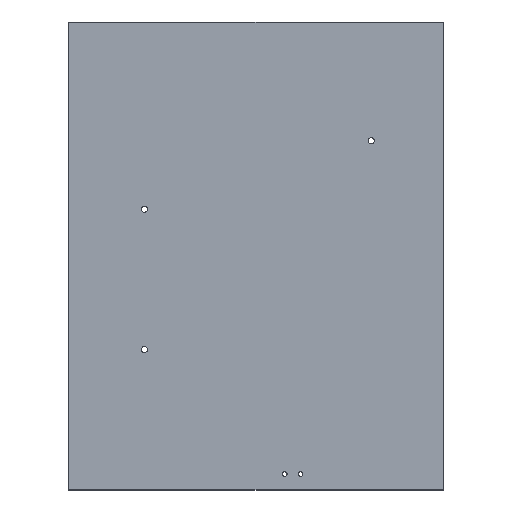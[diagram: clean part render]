
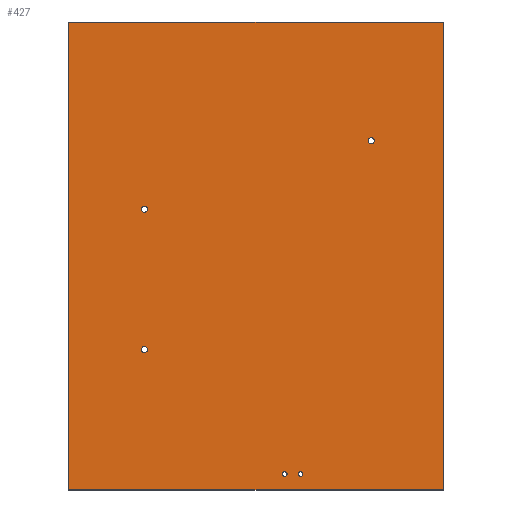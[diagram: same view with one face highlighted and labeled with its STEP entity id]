
A CAD part, top view. The second image highlights one B-rep face of the part: STEP entity #427.
In plain terms, the highlighted planar face has unit normal (0, 0, 1).
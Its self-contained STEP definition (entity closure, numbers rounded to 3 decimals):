
#7 = AXIS2_PLACEMENT_3D ( 'NONE', #447, #73, #215 ) ;
#11 = CARTESIAN_POINT ( 'NONE',  ( 420., 485., 6. ) ) ;
#14 = DIRECTION ( 'NONE',  ( 0., 0., 1. ) ) ;
#15 = CARTESIAN_POINT ( 'NONE',  ( 325.25, 22., 6. ) ) ;
#18 = CIRCLE ( 'NONE', #129, 4.25 ) ;
#23 = DIRECTION ( 'NONE',  ( 0., 0., -1. ) ) ;
#24 = EDGE_CURVE ( 'NONE', #585, #524, #360, .T. ) ;
#33 = AXIS2_PLACEMENT_3D ( 'NONE', #227, #594, #273 ) ;
#38 = CARTESIAN_POINT ( 'NONE',  ( 105., 390., 6. ) ) ;
#47 = DIRECTION ( 'NONE',  ( 0., 0., 1. ) ) ;
#50 = EDGE_LOOP ( 'NONE', ( #538, #310 ) ) ;
#54 = DIRECTION ( 'NONE',  ( -1., 0., 0. ) ) ;
#63 = AXIS2_PLACEMENT_3D ( 'NONE', #356, #23, #172 ) ;
#67 = DIRECTION ( 'NONE',  ( 1., 0., 0. ) ) ;
#73 = DIRECTION ( 'NONE',  ( 0., 0., 1. ) ) ;
#76 = CARTESIAN_POINT ( 'NONE',  ( 100.75, 195., 6. ) ) ;
#77 = EDGE_CURVE ( 'NONE', #542, #304, #453, .T. ) ;
#80 = CIRCLE ( 'NONE', #7, 3.25 ) ;
#86 = FACE_BOUND ( 'NONE', #393, .T. ) ;
#93 = VERTEX_POINT ( 'NONE', #142 ) ;
#102 = EDGE_CURVE ( 'NONE', #304, #542, #583, .T. ) ;
#106 = VECTOR ( 'NONE', #54, 1000. ) ;
#107 = ORIENTED_EDGE ( 'NONE', *, *, #587, .T. ) ;
#109 = VERTEX_POINT ( 'NONE', #183 ) ;
#112 = CARTESIAN_POINT ( 'NONE',  ( 322., 22., 6. ) ) ;
#113 = EDGE_CURVE ( 'NONE', #504, #135, #206, .T. ) ;
#117 = EDGE_LOOP ( 'NONE', ( #462, #576 ) ) ;
#118 = ORIENTED_EDGE ( 'NONE', *, *, #77, .F. ) ;
#119 = DIRECTION ( 'NONE',  ( 1., 0., 0. ) ) ;
#121 = EDGE_CURVE ( 'NONE', #311, #555, #465, .T. ) ;
#128 = DIRECTION ( 'NONE',  ( 1., 0., 0. ) ) ;
#129 = AXIS2_PLACEMENT_3D ( 'NONE', #11, #337, #386 ) ;
#135 = VERTEX_POINT ( 'NONE', #516 ) ;
#138 = DIRECTION ( 'NONE',  ( 0., 0., 1. ) ) ;
#142 = CARTESIAN_POINT ( 'NONE',  ( 0., 0., 6. ) ) ;
#143 = EDGE_CURVE ( 'NONE', #278, #93, #231, .T. ) ;
#148 = EDGE_LOOP ( 'NONE', ( #188, #107, #220, #444 ) ) ;
#149 = DIRECTION ( 'NONE',  ( 0., -1., 0. ) ) ;
#154 = VECTOR ( 'NONE', #128, 1000. ) ;
#156 = FACE_BOUND ( 'NONE', #324, .T. ) ;
#159 = DIRECTION ( 'NONE',  ( 0., 0., 1. ) ) ;
#172 = DIRECTION ( 'NONE',  ( -1., 0., 0. ) ) ;
#183 = CARTESIAN_POINT ( 'NONE',  ( 318.75, 22., 6. ) ) ;
#188 = ORIENTED_EDGE ( 'NONE', *, *, #143, .T. ) ;
#189 = AXIS2_PLACEMENT_3D ( 'NONE', #38, #138, #412 ) ;
#193 = DIRECTION ( 'NONE',  ( 1., 0., 0. ) ) ;
#195 = ORIENTED_EDGE ( 'NONE', *, *, #436, .F. ) ;
#201 = CARTESIAN_POINT ( 'NONE',  ( 300., 22., 6. ) ) ;
#206 = CIRCLE ( 'NONE', #571, 4.25 ) ;
#211 = CARTESIAN_POINT ( 'NONE',  ( 424.25, 485., 6. ) ) ;
#215 = DIRECTION ( 'NONE',  ( 1., 0., 0. ) ) ;
#217 = CARTESIAN_POINT ( 'NONE',  ( 105., 195., 6. ) ) ;
#220 = ORIENTED_EDGE ( 'NONE', *, *, #121, .T. ) ;
#221 = CARTESIAN_POINT ( 'NONE',  ( 296.75, 22., 6. ) ) ;
#227 = CARTESIAN_POINT ( 'NONE',  ( 105., 390., 6. ) ) ;
#231 = LINE ( 'NONE', #426, #359 ) ;
#248 = EDGE_CURVE ( 'NONE', #555, #278, #568, .T. ) ;
#250 = CIRCLE ( 'NONE', #255, 4.25 ) ;
#255 = AXIS2_PLACEMENT_3D ( 'NONE', #217, #351, #119 ) ;
#273 = DIRECTION ( 'NONE',  ( 1., 0., 0. ) ) ;
#278 = VERTEX_POINT ( 'NONE', #374 ) ;
#279 = DIRECTION ( 'NONE',  ( 0., 1., 0. ) ) ;
#304 = VERTEX_POINT ( 'NONE', #395 ) ;
#308 = CIRCLE ( 'NONE', #396, 4.25 ) ;
#310 = ORIENTED_EDGE ( 'NONE', *, *, #24, .F. ) ;
#311 = VERTEX_POINT ( 'NONE', #380 ) ;
#314 = FACE_BOUND ( 'NONE', #117, .T. ) ;
#316 = VERTEX_POINT ( 'NONE', #445 ) ;
#317 = CARTESIAN_POINT ( 'NONE',  ( 520., 0., 6. ) ) ;
#323 = VERTEX_POINT ( 'NONE', #15 ) ;
#324 = EDGE_LOOP ( 'NONE', ( #591, #195 ) ) ;
#328 = CARTESIAN_POINT ( 'NONE',  ( 0., 650., 6. ) ) ;
#335 = EDGE_CURVE ( 'NONE', #316, #476, #308, .T. ) ;
#337 = DIRECTION ( 'NONE',  ( 0., 0., 1. ) ) ;
#343 = DIRECTION ( 'NONE',  ( 1., 0., 0. ) ) ;
#351 = DIRECTION ( 'NONE',  ( 0., 0., 1. ) ) ;
#353 = CIRCLE ( 'NONE', #549, 3.25 ) ;
#356 = CARTESIAN_POINT ( 'NONE',  ( 0., 650., 6. ) ) ;
#359 = VECTOR ( 'NONE', #149, 1000. ) ;
#360 = CIRCLE ( 'NONE', #546, 3.25 ) ;
#364 = EDGE_CURVE ( 'NONE', #524, #585, #353, .T. ) ;
#365 = FACE_OUTER_BOUND ( 'NONE', #148, .T. ) ;
#374 = CARTESIAN_POINT ( 'NONE',  ( 0., 650., 6. ) ) ;
#379 = EDGE_CURVE ( 'NONE', #323, #109, #400, .T. ) ;
#380 = CARTESIAN_POINT ( 'NONE',  ( 520., 0., 6. ) ) ;
#381 = CARTESIAN_POINT ( 'NONE',  ( 420., 485., 6. ) ) ;
#386 = DIRECTION ( 'NONE',  ( 1., 0., 0. ) ) ;
#390 = CARTESIAN_POINT ( 'NONE',  ( 105., 195., 6. ) ) ;
#393 = EDGE_LOOP ( 'NONE', ( #590, #118 ) ) ;
#395 = CARTESIAN_POINT ( 'NONE',  ( 109.25, 390., 6. ) ) ;
#396 = AXIS2_PLACEMENT_3D ( 'NONE', #390, #437, #343 ) ;
#400 = CIRCLE ( 'NONE', #484, 3.25 ) ;
#401 = CARTESIAN_POINT ( 'NONE',  ( 100.75, 390., 6. ) ) ;
#402 = EDGE_CURVE ( 'NONE', #135, #504, #18, .T. ) ;
#409 = FACE_BOUND ( 'NONE', #510, .T. ) ;
#412 = DIRECTION ( 'NONE',  ( 1., 0., 0. ) ) ;
#426 = CARTESIAN_POINT ( 'NONE',  ( 0., 0., 6. ) ) ;
#427 = ADVANCED_FACE ( 'NONE', ( #409, #501, #156, #86, #314, #365 ), #579, .F. ) ;
#433 = ORIENTED_EDGE ( 'NONE', *, *, #379, .F. ) ;
#436 = EDGE_CURVE ( 'NONE', #476, #316, #250, .T. ) ;
#437 = DIRECTION ( 'NONE',  ( 0., 0., 1. ) ) ;
#441 = LINE ( 'NONE', #500, #154 ) ;
#442 = VECTOR ( 'NONE', #279, 1000. ) ;
#444 = ORIENTED_EDGE ( 'NONE', *, *, #248, .T. ) ;
#445 = CARTESIAN_POINT ( 'NONE',  ( 109.25, 195., 6. ) ) ;
#447 = CARTESIAN_POINT ( 'NONE',  ( 322., 22., 6. ) ) ;
#453 = CIRCLE ( 'NONE', #33, 4.25 ) ;
#462 = ORIENTED_EDGE ( 'NONE', *, *, #113, .F. ) ;
#465 = LINE ( 'NONE', #317, #442 ) ;
#476 = VERTEX_POINT ( 'NONE', #76 ) ;
#483 = ORIENTED_EDGE ( 'NONE', *, *, #506, .F. ) ;
#484 = AXIS2_PLACEMENT_3D ( 'NONE', #112, #159, #67 ) ;
#485 = DIRECTION ( 'NONE',  ( 1., 0., 0. ) ) ;
#498 = CARTESIAN_POINT ( 'NONE',  ( 520., 650., 6. ) ) ;
#500 = CARTESIAN_POINT ( 'NONE',  ( 0., 0., 6. ) ) ;
#501 = FACE_BOUND ( 'NONE', #50, .T. ) ;
#504 = VERTEX_POINT ( 'NONE', #211 ) ;
#506 = EDGE_CURVE ( 'NONE', #109, #323, #80, .T. ) ;
#510 = EDGE_LOOP ( 'NONE', ( #433, #483 ) ) ;
#516 = CARTESIAN_POINT ( 'NONE',  ( 415.75, 485., 6. ) ) ;
#524 = VERTEX_POINT ( 'NONE', #539 ) ;
#538 = ORIENTED_EDGE ( 'NONE', *, *, #364, .F. ) ;
#539 = CARTESIAN_POINT ( 'NONE',  ( 303.25, 22., 6. ) ) ;
#542 = VERTEX_POINT ( 'NONE', #401 ) ;
#546 = AXIS2_PLACEMENT_3D ( 'NONE', #600, #547, #551 ) ;
#547 = DIRECTION ( 'NONE',  ( 0., 0., 1. ) ) ;
#549 = AXIS2_PLACEMENT_3D ( 'NONE', #201, #14, #485 ) ;
#551 = DIRECTION ( 'NONE',  ( 1., 0., 0. ) ) ;
#555 = VERTEX_POINT ( 'NONE', #498 ) ;
#568 = LINE ( 'NONE', #328, #106 ) ;
#571 = AXIS2_PLACEMENT_3D ( 'NONE', #381, #47, #193 ) ;
#576 = ORIENTED_EDGE ( 'NONE', *, *, #402, .F. ) ;
#579 = PLANE ( 'NONE',  #63 ) ;
#583 = CIRCLE ( 'NONE', #189, 4.25 ) ;
#585 = VERTEX_POINT ( 'NONE', #221 ) ;
#587 = EDGE_CURVE ( 'NONE', #93, #311, #441, .T. ) ;
#590 = ORIENTED_EDGE ( 'NONE', *, *, #102, .F. ) ;
#591 = ORIENTED_EDGE ( 'NONE', *, *, #335, .F. ) ;
#594 = DIRECTION ( 'NONE',  ( 0., 0., 1. ) ) ;
#600 = CARTESIAN_POINT ( 'NONE',  ( 300., 22., 6. ) ) ;
